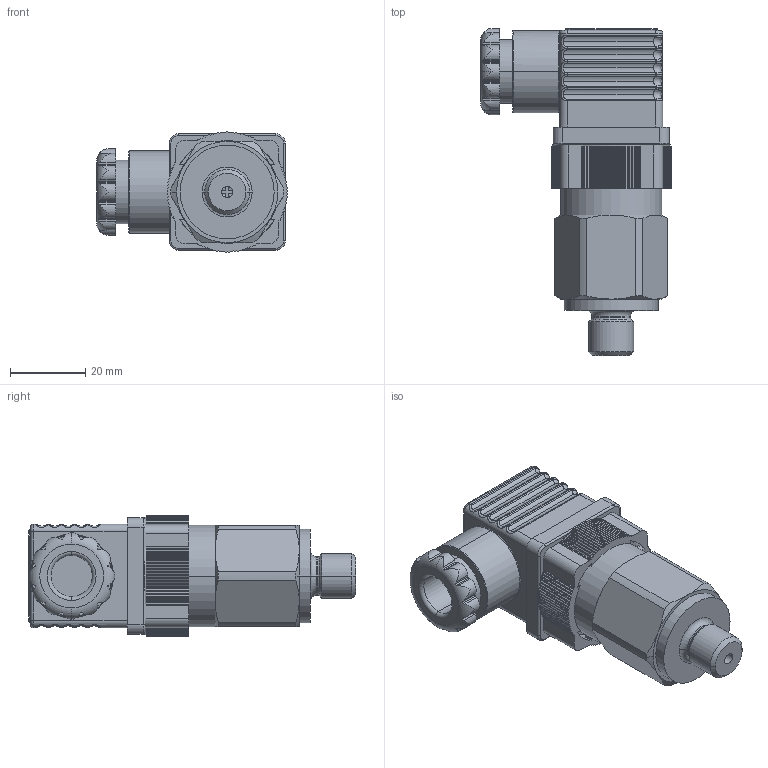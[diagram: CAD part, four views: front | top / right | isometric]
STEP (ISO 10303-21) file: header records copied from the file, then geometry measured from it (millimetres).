
FILE_DESCRIPTION (( 'STEP AP214' ), '1' );
FILE_NAME ('49.STEP', '2020-02-10T07:54:50', ( '' ), ( '' ), 'SwSTEP 2.0', 'SolidWorks 2019', '' );
FILE_SCHEMA (( 'AUTOMOTIVE_DESIGN' ));
Length unit declared in the file: millimetre
Products named in the file (1): 49
Bounding box: 50.75 x 87.15 x 32 mm (x, y, z)
Surface area: 14391.9 mm2 (no closed solid volume)
Topology: 0 solids, 5 shells, 665 faces, 1916 edges, 1225 vertices
Faces by surface type: plane 269, cylinder 240, bspline 84, torus 44, cone 18, sphere 10
Entity records: 32018 total; most frequent: CARTESIAN_POINT 7839, ORIENTED_EDGE 3618, DIRECTION 3393, EDGE_CURVE 1912, VERTEX_POINT 1225, AXIS2_PLACEMENT_3D 1191, LINE 1011, VECTOR 1011
